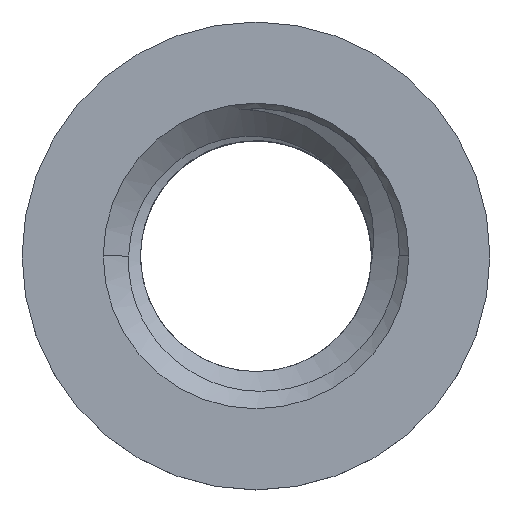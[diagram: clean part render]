
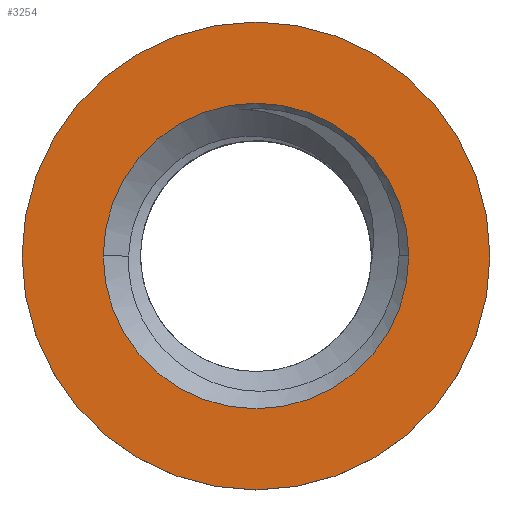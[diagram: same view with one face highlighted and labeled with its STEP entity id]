
A CAD part, top view. The second image highlights one B-rep face of the part: STEP entity #3254.
In plain terms, the highlighted planar face has unit normal (0, 0, 1).
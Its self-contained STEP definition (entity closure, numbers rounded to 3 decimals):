
#505 = ORIENTED_EDGE ( 'NONE', *, *, #7012, .F. ) ;
#639 = CIRCLE ( 'NONE', #14045, 4.76 ) ;
#1807 = AXIS2_PLACEMENT_3D ( 'NONE', #12658, #12598, #8083 ) ;
#1887 = DIRECTION ( 'NONE',  ( 1., 0., 0. ) ) ;
#2999 = CARTESIAN_POINT ( 'NONE',  ( -4.76, 0., 3.81 ) ) ;
#3254 = ADVANCED_FACE ( 'NONE', ( #5553, #18212 ), #11383, .F. ) ;
#3398 = EDGE_CURVE ( 'NONE', #3651, #19555, #639, .T. ) ;
#3633 = AXIS2_PLACEMENT_3D ( 'NONE', #14093, #20110, #6330 ) ;
#3651 = VERTEX_POINT ( 'NONE', #2999 ) ;
#3671 = DIRECTION ( 'NONE',  ( 0., 0., 1. ) ) ;
#4827 = DIRECTION ( 'NONE',  ( -1., 0., 0. ) ) ;
#5321 = CARTESIAN_POINT ( 'NONE',  ( 0., 0., 3.81 ) ) ;
#5553 = FACE_BOUND ( 'NONE', #10098, .T. ) ;
#6330 = DIRECTION ( 'NONE',  ( 1., 0., 0. ) ) ;
#6819 = CARTESIAN_POINT ( 'NONE',  ( 0., 3., 3.81 ) ) ;
#7012 = EDGE_CURVE ( 'NONE', #8144, #15140, #19101, .T. ) ;
#8083 = DIRECTION ( 'NONE',  ( 1., 0., 0. ) ) ;
#8144 = VERTEX_POINT ( 'NONE', #11139 ) ;
#8952 = ORIENTED_EDGE ( 'NONE', *, *, #19641, .F. ) ;
#10098 = EDGE_LOOP ( 'NONE', ( #8952, #505 ) ) ;
#11139 = CARTESIAN_POINT ( 'NONE',  ( -3.108, 0., 3.81 ) ) ;
#11383 = PLANE ( 'NONE',  #12227 ) ;
#11598 = DIRECTION ( 'NONE',  ( 0., 0., -1. ) ) ;
#11698 = CIRCLE ( 'NONE', #15572, 4.76 ) ;
#12227 = AXIS2_PLACEMENT_3D ( 'NONE', #6819, #11598, #4827 ) ;
#12598 = DIRECTION ( 'NONE',  ( 0., 0., 1. ) ) ;
#12658 = CARTESIAN_POINT ( 'NONE',  ( 0., 0., 3.81 ) ) ;
#12954 = DIRECTION ( 'NONE',  ( 1., 0., 0. ) ) ;
#13483 = EDGE_CURVE ( 'NONE', #19555, #3651, #11698, .T. ) ;
#14045 = AXIS2_PLACEMENT_3D ( 'NONE', #15913, #18844, #1887 ) ;
#14093 = CARTESIAN_POINT ( 'NONE',  ( 0., 0., 3.81 ) ) ;
#14280 = CARTESIAN_POINT ( 'NONE',  ( 3.108, 0., 3.81 ) ) ;
#15140 = VERTEX_POINT ( 'NONE', #14280 ) ;
#15258 = ORIENTED_EDGE ( 'NONE', *, *, #3398, .T. ) ;
#15572 = AXIS2_PLACEMENT_3D ( 'NONE', #5321, #3671, #12954 ) ;
#15913 = CARTESIAN_POINT ( 'NONE',  ( 0., 0., 3.81 ) ) ;
#16237 = ORIENTED_EDGE ( 'NONE', *, *, #13483, .T. ) ;
#18212 = FACE_OUTER_BOUND ( 'NONE', #19341, .T. ) ;
#18447 = CIRCLE ( 'NONE', #3633, 3.108 ) ;
#18641 = CARTESIAN_POINT ( 'NONE',  ( 4.76, 0., 3.81 ) ) ;
#18844 = DIRECTION ( 'NONE',  ( 0., 0., 1. ) ) ;
#19101 = CIRCLE ( 'NONE', #1807, 3.108 ) ;
#19341 = EDGE_LOOP ( 'NONE', ( #16237, #15258 ) ) ;
#19555 = VERTEX_POINT ( 'NONE', #18641 ) ;
#19641 = EDGE_CURVE ( 'NONE', #15140, #8144, #18447, .T. ) ;
#20110 = DIRECTION ( 'NONE',  ( 0., 0., 1. ) ) ;
